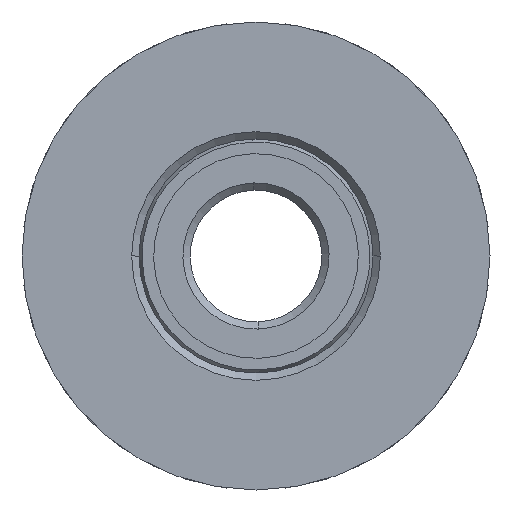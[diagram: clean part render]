
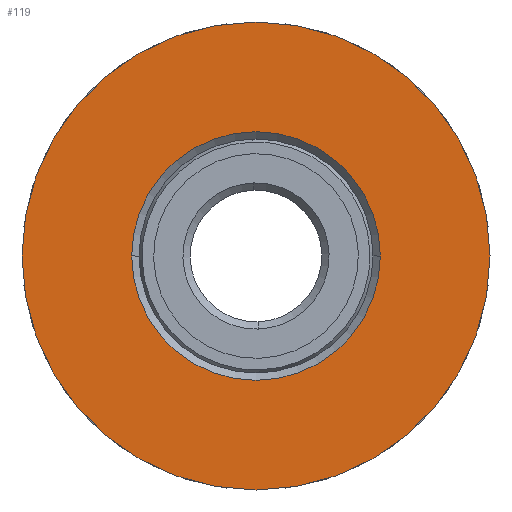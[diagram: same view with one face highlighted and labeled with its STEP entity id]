
A CAD part, front view. The second image highlights one B-rep face of the part: STEP entity #119.
In plain terms, the highlighted planar face has unit normal (0, -1, 0).
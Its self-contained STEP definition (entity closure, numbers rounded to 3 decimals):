
#26 = DIRECTION ( 'NONE',  ( 0., 1., 0. ) ) ;
#46 = DIRECTION ( 'NONE',  ( -1., 0., 0. ) ) ;
#119 = ADVANCED_FACE ( 'NONE', ( #937, #379 ), #1963, .F. ) ;
#156 = ORIENTED_EDGE ( 'NONE', *, *, #2473, .F. ) ;
#327 = EDGE_CURVE ( 'NONE', #670, #339, #1233, .T. ) ;
#339 = VERTEX_POINT ( 'NONE', #524 ) ;
#379 = FACE_OUTER_BOUND ( 'NONE', #1398, .T. ) ;
#387 = CARTESIAN_POINT ( 'NONE',  ( 0., -20.862, 0. ) ) ;
#456 = ORIENTED_EDGE ( 'NONE', *, *, #327, .T. ) ;
#478 = AXIS2_PLACEMENT_3D ( 'NONE', #598, #814, #46 ) ;
#524 = CARTESIAN_POINT ( 'NONE',  ( -8.5, -20.862, 0. ) ) ;
#598 = CARTESIAN_POINT ( 'NONE',  ( 8., -20.862, 0. ) ) ;
#670 = VERTEX_POINT ( 'NONE', #1336 ) ;
#797 = DIRECTION ( 'NONE',  ( -1., 0., 0. ) ) ;
#814 = DIRECTION ( 'NONE',  ( 0., 1., 0. ) ) ;
#854 = VERTEX_POINT ( 'NONE', #2212 ) ;
#937 = FACE_BOUND ( 'NONE', #2065, .T. ) ;
#1059 = DIRECTION ( 'NONE',  ( 0., 1., 0. ) ) ;
#1233 = CIRCLE ( 'NONE', #2444, 8.5 ) ;
#1252 = DIRECTION ( 'NONE',  ( -1., 0., 0. ) ) ;
#1261 = ORIENTED_EDGE ( 'NONE', *, *, #2251, .T. ) ;
#1317 = ORIENTED_EDGE ( 'NONE', *, *, #2090, .F. ) ;
#1336 = CARTESIAN_POINT ( 'NONE',  ( 8.5, -20.862, 0. ) ) ;
#1365 = DIRECTION ( 'NONE',  ( 0., 1., 0. ) ) ;
#1388 = DIRECTION ( 'NONE',  ( -1., 0., 0. ) ) ;
#1398 = EDGE_LOOP ( 'NONE', ( #1317, #156 ) ) ;
#1570 = AXIS2_PLACEMENT_3D ( 'NONE', #2418, #1851, #1252 ) ;
#1590 = CIRCLE ( 'NONE', #2207, 16. ) ;
#1648 = CIRCLE ( 'NONE', #1570, 8.5 ) ;
#1784 = CARTESIAN_POINT ( 'NONE',  ( 0., -20.862, 0. ) ) ;
#1851 = DIRECTION ( 'NONE',  ( 0., 1., 0. ) ) ;
#1889 = CARTESIAN_POINT ( 'NONE',  ( -16., -20.862, 0. ) ) ;
#1963 = PLANE ( 'NONE',  #478 ) ;
#2065 = EDGE_LOOP ( 'NONE', ( #456, #1261 ) ) ;
#2090 = EDGE_CURVE ( 'NONE', #2413, #854, #2105, .T. ) ;
#2105 = CIRCLE ( 'NONE', #2470, 16. ) ;
#2207 = AXIS2_PLACEMENT_3D ( 'NONE', #387, #26, #797 ) ;
#2209 = CARTESIAN_POINT ( 'NONE',  ( 0., -20.862, 0. ) ) ;
#2212 = CARTESIAN_POINT ( 'NONE',  ( 16., -20.862, 0. ) ) ;
#2231 = DIRECTION ( 'NONE',  ( -1., 0., 0. ) ) ;
#2251 = EDGE_CURVE ( 'NONE', #339, #670, #1648, .T. ) ;
#2413 = VERTEX_POINT ( 'NONE', #1889 ) ;
#2418 = CARTESIAN_POINT ( 'NONE',  ( 0., -20.862, 0. ) ) ;
#2444 = AXIS2_PLACEMENT_3D ( 'NONE', #2209, #1059, #2231 ) ;
#2470 = AXIS2_PLACEMENT_3D ( 'NONE', #1784, #1365, #1388 ) ;
#2473 = EDGE_CURVE ( 'NONE', #854, #2413, #1590, .T. ) ;
